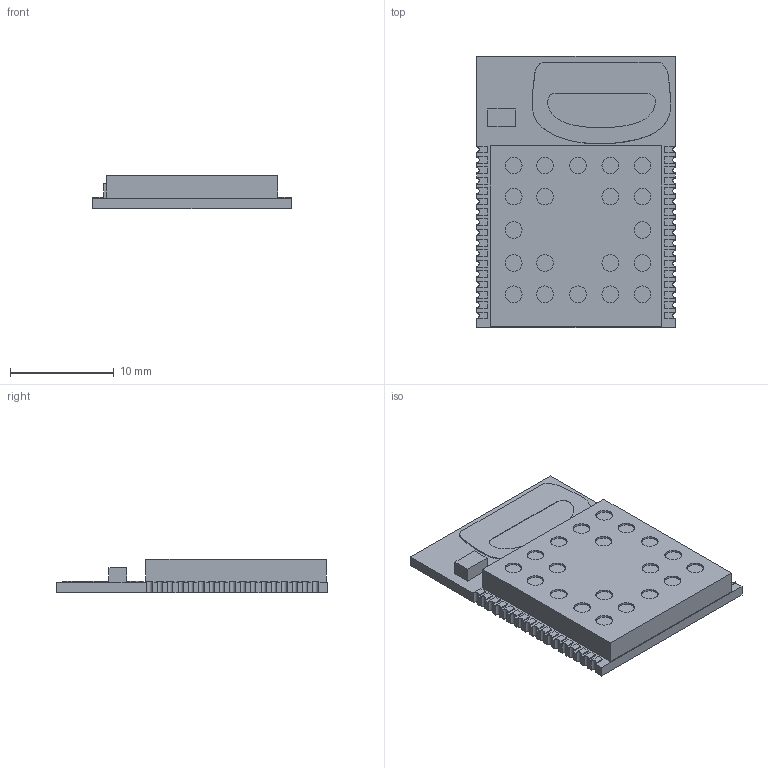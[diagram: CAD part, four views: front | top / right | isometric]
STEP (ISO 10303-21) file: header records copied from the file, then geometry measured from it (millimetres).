
FILE_DESCRIPTION(/* description */ (''),/* implementation_level */ '2;1');
FILE_NAME(/* name */ 'dwm1001 v2.step',/* time_stamp */ '2019-05-05T00:42:26+05:00',/* author */ ('prasanna.shevare'),/* organization */ (''),/* preprocessor_version */ 'ST-DEVELOPER v18',/* originating_system */ 'Autodesk Translation Framework v8.2.0.1029',/* authorisation */ '');
FILE_SCHEMA (('AUTOMOTIVE_DESIGN { 1 0 10303 214 3 1 1 }'));
Length unit declared in the file: millimetre
Products named in the file (1): dwm1001
Bounding box: 19.13 x 26.12 x 3.2 mm (x, y, z)
Volume: 1136.3 mm3; surface area: 1291.5 mm2
Topology: 1 solids, 1 shells, 266 faces, 720 edges, 480 vertices
Faces by surface type: plane 210, cylinder 54, bspline 2
Full cylindrical faces by diameter (mm): 1.6 x20
Entity records: 9152 total; most frequent: CARTESIAN_POINT 2170, ORIENTED_EDGE 1440, DIRECTION 1354, EDGE_CURVE 720, LINE 608, VECTOR 608, VERTEX_POINT 480, AXIS2_PLACEMENT_3D 373
